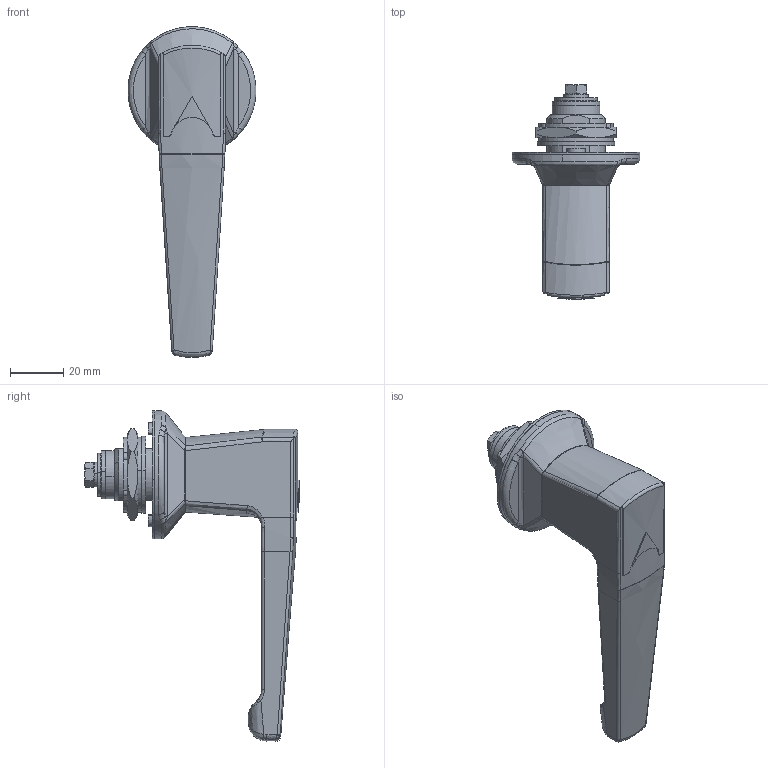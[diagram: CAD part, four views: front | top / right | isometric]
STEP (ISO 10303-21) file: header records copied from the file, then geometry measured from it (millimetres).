
FILE_DESCRIPTION((''),'2;1');
FILE_NAME('','2005-10-07T14:11:24',(''),(''),'','CADfix','');
FILE_SCHEMA(('AUTOMOTIVE_DESIGN'));
Length unit declared in the file: millimetre
Products named in the file (10): washer_D; washer_C; washer_B; washer_A; packing; nut; handle; bolt; base; THA_330LB_2_5Y7_1_22857_36
Assembly tree (9 placements, depth 2):
  THA_330LB_2_5Y7_1_22857_36
    washer_D
    washer_C
    washer_B
    washer_A
    packing
    nut
    handle
    bolt
    base
Bounding box: 47.96 x 80.4 x 123.92 mm (x, y, z)
Volume: 65267 mm3; surface area: 27290.3 mm2
Topology: 9 solids, 9 shells, 326 faces, 850 edges, 548 vertices
Faces by surface type: bspline 326
Entity records: 15737 total; most frequent: CARTESIAN_POINT 10769, ORIENTED_EDGE 1688, EDGE_CURVE 844, VERTEX_POINT 548, EDGE_LOOP 352, FACE_OUTER_BOUND 326, ADVANCED_FACE 326, QUASI_UNIFORM_CURVE 301
